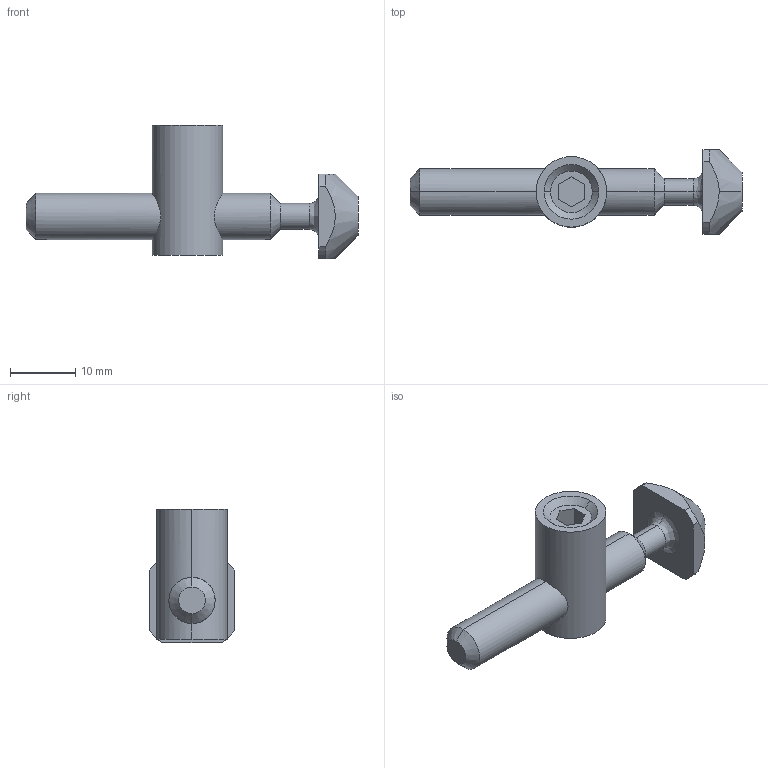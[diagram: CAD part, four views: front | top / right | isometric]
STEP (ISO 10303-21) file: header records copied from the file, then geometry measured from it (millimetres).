
FILE_DESCRIPTION (( 'STEP AP214' ), '1' );
FILE_NAME ('6128122', '2019-02-04T09:22:43', ( '' ), ('JUGARD+KÜNSTNER GmbH'), 'SwSTEP 2.0', 'SolidWorks 2017', '' );
FILE_SCHEMA (( 'AUTOMOTIVE_DESIGN' ));
Length unit declared in the file: millimetre
Products named in the file (1): 6128122_CNAJF00
Bounding box: 51 x 13 x 20.5 mm (x, y, z)
Volume: 3490.6 mm3; surface area: 2211.2 mm2
Topology: 1 solids, 2 shells, 51 faces, 114 edges, 70 vertices
Faces by surface type: plane 19, cylinder 18, cone 12, bspline 2
Entity records: 1798 total; most frequent: CARTESIAN_POINT 648, DIRECTION 232, ORIENTED_EDGE 228, EDGE_CURVE 114, AXIS2_PLACEMENT_3D 88, VERTEX_POINT 70, VECTOR 56, LINE 56
